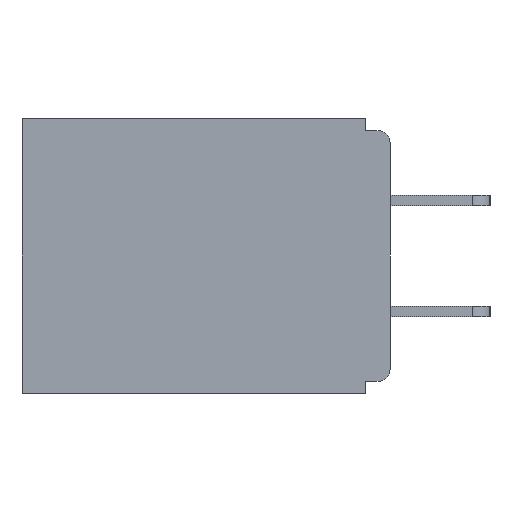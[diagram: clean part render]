
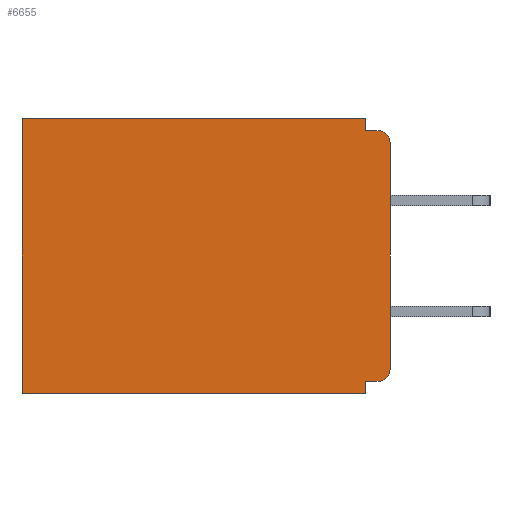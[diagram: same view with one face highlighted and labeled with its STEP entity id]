
A CAD part, left-side view. The second image highlights one B-rep face of the part: STEP entity #6655.
In plain terms, the highlighted planar face has unit normal (-1, 0, 0).
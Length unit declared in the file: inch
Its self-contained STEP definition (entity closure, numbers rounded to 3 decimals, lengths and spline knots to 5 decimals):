
#4 = DIRECTION ( 'NONE',  ( 0., 1., 0. ) ) ;
#141 = ORIENTED_EDGE ( 'NONE', *, *, #6915, .T. ) ;
#263 = EDGE_CURVE ( 'NONE', #3919, #8609, #8023, .T. ) ;
#451 = DIRECTION ( 'NONE',  ( 0., 0., -1. ) ) ;
#490 = DIRECTION ( 'NONE',  ( 0., 0., -1. ) ) ;
#672 = EDGE_LOOP ( 'NONE', ( #8633, #2563, #3080, #5711, #9773, #7274, #1680, #7812, #141, #939 ) ) ;
#922 = CIRCLE ( 'NONE', #2151, 0.015 ) ;
#930 = CARTESIAN_POINT ( 'NONE',  ( 0.298, 0., -0.328 ) ) ;
#939 = ORIENTED_EDGE ( 'NONE', *, *, #6250, .F. ) ;
#1208 = EDGE_CURVE ( 'NONE', #7304, #9645, #7307, .T. ) ;
#1395 = CARTESIAN_POINT ( 'NONE',  ( 0.298, 0.031, -0.328 ) ) ;
#1638 = AXIS2_PLACEMENT_3D ( 'NONE', #9375, #10163, #4769 ) ;
#1680 = ORIENTED_EDGE ( 'NONE', *, *, #6955, .F. ) ;
#1846 = DIRECTION ( 'NONE',  ( 0., 1., 0. ) ) ;
#1884 = DIRECTION ( 'NONE',  ( 0., 1., 0. ) ) ;
#2015 = DIRECTION ( 'NONE',  ( 0., -1., 0. ) ) ;
#2151 = AXIS2_PLACEMENT_3D ( 'NONE', #7572, #8504, #4624 ) ;
#2207 = VERTEX_POINT ( 'NONE', #6284 ) ;
#2368 = EDGE_CURVE ( 'NONE', #5741, #9018, #3581, .T. ) ;
#2563 = ORIENTED_EDGE ( 'NONE', *, *, #9896, .F. ) ;
#2592 = CARTESIAN_POINT ( 'NONE',  ( 0.298, 0., -0.343 ) ) ;
#2826 = CARTESIAN_POINT ( 'NONE',  ( 0.298, 0.031, 0. ) ) ;
#3080 = ORIENTED_EDGE ( 'NONE', *, *, #4342, .F. ) ;
#3113 = VECTOR ( 'NONE', #3776, 39.37008 ) ;
#3301 = CARTESIAN_POINT ( 'NONE',  ( 0.298, 0., 0. ) ) ;
#3581 = LINE ( 'NONE', #2592, #9931 ) ;
#3606 = CARTESIAN_POINT ( 'NONE',  ( 0.298, 0.46, -0.343 ) ) ;
#3671 = VECTOR ( 'NONE', #7229, 39.37008 ) ;
#3676 = CARTESIAN_POINT ( 'NONE',  ( 0.298, 0., -0.313 ) ) ;
#3776 = DIRECTION ( 'NONE',  ( 0., 0., -1. ) ) ;
#3919 = VERTEX_POINT ( 'NONE', #2826 ) ;
#3927 = FACE_OUTER_BOUND ( 'NONE', #672, .T. ) ;
#4089 = PLANE ( 'NONE',  #5947 ) ;
#4161 = CARTESIAN_POINT ( 'NONE',  ( 0.298, 0., -0.015 ) ) ;
#4175 = CARTESIAN_POINT ( 'NONE',  ( 0.298, 0.015, -0.015 ) ) ;
#4342 = EDGE_CURVE ( 'NONE', #3919, #5003, #4534, .T. ) ;
#4534 = LINE ( 'NONE', #6185, #9454 ) ;
#4541 = CARTESIAN_POINT ( 'NONE',  ( 0.298, 0.031, -0.015 ) ) ;
#4624 = DIRECTION ( 'NONE',  ( 0., 0., -1. ) ) ;
#4769 = DIRECTION ( 'NONE',  ( 0., 0., -1. ) ) ;
#4787 = CARTESIAN_POINT ( 'NONE',  ( 0.298, 0., 0. ) ) ;
#5003 = VERTEX_POINT ( 'NONE', #4541 ) ;
#5343 = CARTESIAN_POINT ( 'NONE',  ( 0.298, 0.031, -0.343 ) ) ;
#5711 = ORIENTED_EDGE ( 'NONE', *, *, #263, .T. ) ;
#5741 = VERTEX_POINT ( 'NONE', #5343 ) ;
#5854 = VECTOR ( 'NONE', #1846, 39.37008 ) ;
#5947 = AXIS2_PLACEMENT_3D ( 'NONE', #4787, #8127, #6490 ) ;
#6041 = CARTESIAN_POINT ( 'NONE',  ( 0.298, 0.015, -0.328 ) ) ;
#6185 = CARTESIAN_POINT ( 'NONE',  ( 0.298, 0.031, -0.343 ) ) ;
#6250 = EDGE_CURVE ( 'NONE', #2207, #9005, #9261, .T. ) ;
#6284 = CARTESIAN_POINT ( 'NONE',  ( 0.298, 0., -0.03 ) ) ;
#6490 = DIRECTION ( 'NONE',  ( 0., 0., -1. ) ) ;
#6655 = ADVANCED_FACE ( 'NONE', ( #3927 ), #4089, .F. ) ;
#6915 = EDGE_CURVE ( 'NONE', #7304, #9005, #922, .T. ) ;
#6955 = EDGE_CURVE ( 'NONE', #9645, #5741, #7357, .T. ) ;
#7229 = DIRECTION ( 'NONE',  ( 0., 0., -1. ) ) ;
#7274 = ORIENTED_EDGE ( 'NONE', *, *, #2368, .F. ) ;
#7304 = VERTEX_POINT ( 'NONE', #6041 ) ;
#7307 = LINE ( 'NONE', #930, #10336 ) ;
#7320 = EDGE_CURVE ( 'NONE', #2207, #7658, #8734, .T. ) ;
#7357 = LINE ( 'NONE', #9388, #7736 ) ;
#7572 = CARTESIAN_POINT ( 'NONE',  ( 0.298, 0.015, -0.313 ) ) ;
#7658 = VERTEX_POINT ( 'NONE', #4175 ) ;
#7691 = VECTOR ( 'NONE', #2015, 39.37008 ) ;
#7736 = VECTOR ( 'NONE', #490, 39.37008 ) ;
#7812 = ORIENTED_EDGE ( 'NONE', *, *, #1208, .F. ) ;
#8023 = LINE ( 'NONE', #3301, #5854 ) ;
#8127 = DIRECTION ( 'NONE',  ( 1., 0., 0. ) ) ;
#8216 = EDGE_CURVE ( 'NONE', #8609, #9018, #9221, .T. ) ;
#8504 = DIRECTION ( 'NONE',  ( -1., 0., 0. ) ) ;
#8609 = VERTEX_POINT ( 'NONE', #9868 ) ;
#8633 = ORIENTED_EDGE ( 'NONE', *, *, #7320, .T. ) ;
#8634 = CARTESIAN_POINT ( 'NONE',  ( 0.298, 0.46, 0. ) ) ;
#8734 = CIRCLE ( 'NONE', #1638, 0.015 ) ;
#9005 = VERTEX_POINT ( 'NONE', #3676 ) ;
#9018 = VERTEX_POINT ( 'NONE', #3606 ) ;
#9221 = LINE ( 'NONE', #8634, #3113 ) ;
#9261 = LINE ( 'NONE', #10451, #3671 ) ;
#9375 = CARTESIAN_POINT ( 'NONE',  ( 0.298, 0.015, -0.03 ) ) ;
#9388 = CARTESIAN_POINT ( 'NONE',  ( 0.298, 0.031, -0.343 ) ) ;
#9454 = VECTOR ( 'NONE', #451, 39.37008 ) ;
#9645 = VERTEX_POINT ( 'NONE', #1395 ) ;
#9773 = ORIENTED_EDGE ( 'NONE', *, *, #8216, .T. ) ;
#9868 = CARTESIAN_POINT ( 'NONE',  ( 0.298, 0.46, 0. ) ) ;
#9896 = EDGE_CURVE ( 'NONE', #5003, #7658, #10090, .T. ) ;
#9931 = VECTOR ( 'NONE', #1884, 39.37008 ) ;
#10090 = LINE ( 'NONE', #4161, #7691 ) ;
#10163 = DIRECTION ( 'NONE',  ( -1., 0., 0. ) ) ;
#10336 = VECTOR ( 'NONE', #4, 39.37008 ) ;
#10451 = CARTESIAN_POINT ( 'NONE',  ( 0.298, 0., 0. ) ) ;
